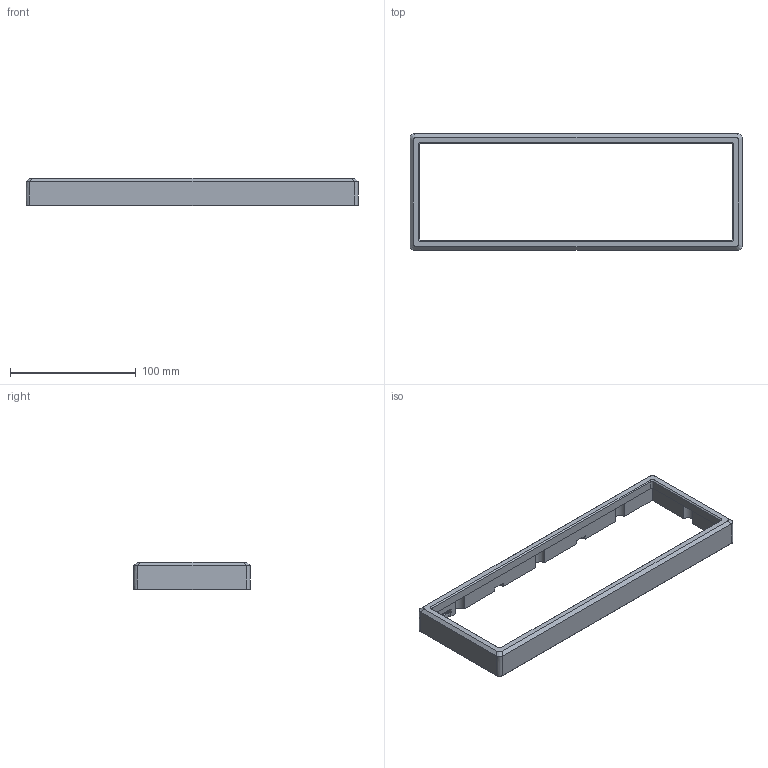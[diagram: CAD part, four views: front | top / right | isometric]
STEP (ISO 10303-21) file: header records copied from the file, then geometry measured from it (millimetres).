
FILE_DESCRIPTION(/* description */ (''),/* implementation_level */ '2;1');
FILE_NAME(/* name */ 'Phoenix45-Top.step',/* time_stamp */ '2020-08-13T11:03:15-04:00',/* author */ (''),/* organization */ (''),/* preprocessor_version */ 'ST-DEVELOPER v18.1',/* originating_system */ 'Autodesk Translation Framework v9.3.0.1241',/* authorisation */ '');
FILE_SCHEMA (('AUTOMOTIVE_DESIGN { 1 0 10303 214 3 1 1 }'));
Length unit declared in the file: millimetre
Products named in the file (1): Top
Bounding box: 263.65 x 92.2 x 21.7 mm (x, y, z)
Volume: 86868.9 mm3; surface area: 39134.6 mm2
Topology: 1 solids, 1 shells, 135 faces, 320 edges, 198 vertices
Faces by surface type: plane 56, cylinder 51, torus 12, bspline 12, cone 4
Full cylindrical faces by diameter (mm): 1.5 x11
Entity records: 4280 total; most frequent: CARTESIAN_POINT 1130, DIRECTION 650, ORIENTED_EDGE 640, EDGE_CURVE 320, AXIS2_PLACEMENT_3D 242, VERTEX_POINT 198, LINE 166, VECTOR 166
